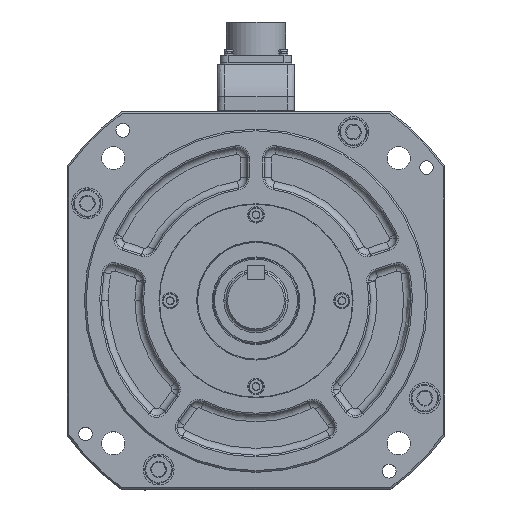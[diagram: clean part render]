
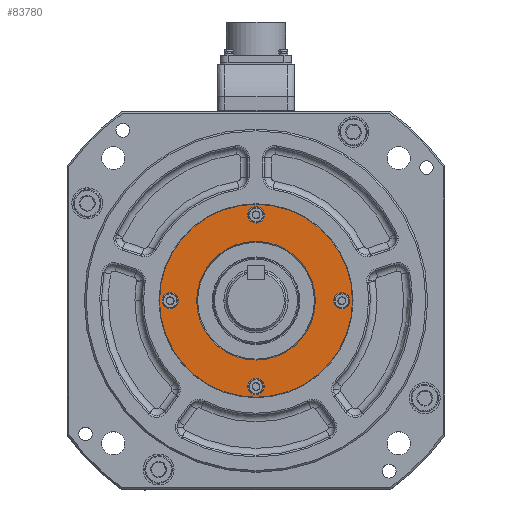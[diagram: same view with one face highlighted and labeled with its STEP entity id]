
A CAD part, top view. The second image highlights one B-rep face of the part: STEP entity #83780.
In plain terms, the highlighted planar face has unit normal (0, 0, 1).
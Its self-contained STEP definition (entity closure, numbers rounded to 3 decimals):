
#919 = VERTEX_POINT ( 'NONE', #103529 ) ;
#1532 = PLANE ( 'NONE',  #2339 ) ;
#1533 = CARTESIAN_POINT ( 'NONE',  ( 0., 34.546, 24. ) ) ;
#1534 = FACE_BOUND ( 'NONE', #24413, .T. ) ;
#1538 = FACE_BOUND ( 'NONE', #24287, .T. ) ;
#1545 = FACE_BOUND ( 'NONE', #24374, .T. ) ;
#1546 = FACE_OUTER_BOUND ( 'NONE', #24395, .T. ) ;
#1551 = FACE_BOUND ( 'NONE', #24291, .T. ) ;
#1558 = FACE_BOUND ( 'NONE', #24205, .T. ) ;
#1574 = DIRECTION ( 'NONE',  ( -1., 0., 0. ) ) ;
#1579 = DIRECTION ( 'NONE',  ( 0., 0., -1. ) ) ;
#2339 = AXIS2_PLACEMENT_3D ( 'NONE', #1533, #1579, #1574 ) ;
#11035 = CIRCLE ( 'NONE', #11061, 4.75 ) ;
#11059 = AXIS2_PLACEMENT_3D ( 'NONE', #65230, #65255, #65245 ) ;
#11061 = AXIS2_PLACEMENT_3D ( 'NONE', #65378, #65418, #65339 ) ;
#11068 = CIRCLE ( 'NONE', #11059, 4.75 ) ;
#11101 = CIRCLE ( 'NONE', #11123, 34.546 ) ;
#11107 = CIRCLE ( 'NONE', #11108, 4.75 ) ;
#11108 = AXIS2_PLACEMENT_3D ( 'NONE', #65561, #65575, #65579 ) ;
#11123 = AXIS2_PLACEMENT_3D ( 'NONE', #65629, #65604, #65639 ) ;
#11169 = CIRCLE ( 'NONE', #11197, 56.2 ) ;
#11190 = CIRCLE ( 'NONE', #11212, 4.75 ) ;
#11197 = AXIS2_PLACEMENT_3D ( 'NONE', #65858, #65847, #65866 ) ;
#11212 = AXIS2_PLACEMENT_3D ( 'NONE', #65826, #65839, #65853 ) ;
#11222 = AXIS2_PLACEMENT_3D ( 'NONE', #66047, #66073, #66010 ) ;
#11225 = CIRCLE ( 'NONE', #11226, 4.75 ) ;
#11226 = AXIS2_PLACEMENT_3D ( 'NONE', #66076, #66035, #66081 ) ;
#11241 = CIRCLE ( 'NONE', #11222, 4.75 ) ;
#11273 = CIRCLE ( 'NONE', #11285, 56.2 ) ;
#11285 = AXIS2_PLACEMENT_3D ( 'NONE', #66395, #66454, #66399 ) ;
#11296 = AXIS2_PLACEMENT_3D ( 'NONE', #66499, #66526, #66470 ) ;
#11319 = CIRCLE ( 'NONE', #11296, 34.546 ) ;
#11339 = CIRCLE ( 'NONE', #11340, 4.75 ) ;
#11340 = AXIS2_PLACEMENT_3D ( 'NONE', #66766, #66759, #66762 ) ;
#11370 = AXIS2_PLACEMENT_3D ( 'NONE', #66669, #66649, #66727 ) ;
#11419 = CIRCLE ( 'NONE', #11370, 4.75 ) ;
#11578 = CARTESIAN_POINT ( 'NONE',  ( 45.25, 0., 24. ) ) ;
#12148 = CARTESIAN_POINT ( 'NONE',  ( -45.25, 0., 24. ) ) ;
#12160 = CARTESIAN_POINT ( 'NONE',  ( 34.546, 0., 24. ) ) ;
#12335 = CARTESIAN_POINT ( 'NONE',  ( -34.546, 0., 24. ) ) ;
#12514 = CARTESIAN_POINT ( 'NONE',  ( -4.75, 50., 24. ) ) ;
#24205 = EDGE_LOOP ( 'NONE', ( #63744, #63852 ) ) ;
#24287 = EDGE_LOOP ( 'NONE', ( #63714, #63776 ) ) ;
#24291 = EDGE_LOOP ( 'NONE', ( #63814, #63830 ) ) ;
#24374 = EDGE_LOOP ( 'NONE', ( #63800, #63722 ) ) ;
#24395 = EDGE_LOOP ( 'NONE', ( #63798, #63934 ) ) ;
#24413 = EDGE_LOOP ( 'NONE', ( #63710, #63712 ) ) ;
#34284 = CARTESIAN_POINT ( 'NONE',  ( 4.75, 50., 24. ) ) ;
#42450 = CARTESIAN_POINT ( 'NONE',  ( 56.2, 0., 24. ) ) ;
#45539 = CARTESIAN_POINT ( 'NONE',  ( 54.75, 0., 24. ) ) ;
#45544 = CARTESIAN_POINT ( 'NONE',  ( -56.2, 0., 24. ) ) ;
#48635 = VERTEX_POINT ( 'NONE', #34284 ) ;
#48646 = VERTEX_POINT ( 'NONE', #11578 ) ;
#48701 = VERTEX_POINT ( 'NONE', #12148 ) ;
#48704 = VERTEX_POINT ( 'NONE', #12160 ) ;
#48721 = VERTEX_POINT ( 'NONE', #12335 ) ;
#48756 = VERTEX_POINT ( 'NONE', #12514 ) ;
#52902 = CARTESIAN_POINT ( 'NONE',  ( -54.75, 0., 24. ) ) ;
#53800 = CARTESIAN_POINT ( 'NONE',  ( 4.75, -50., 24. ) ) ;
#59254 = VERTEX_POINT ( 'NONE', #53800 ) ;
#59386 = VERTEX_POINT ( 'NONE', #52902 ) ;
#63710 = ORIENTED_EDGE ( 'NONE', *, *, #65671, .F. ) ;
#63712 = ORIENTED_EDGE ( 'NONE', *, *, #65401, .F. ) ;
#63714 = ORIENTED_EDGE ( 'NONE', *, *, #65600, .F. ) ;
#63722 = ORIENTED_EDGE ( 'NONE', *, *, #65310, .F. ) ;
#63744 = ORIENTED_EDGE ( 'NONE', *, *, #65507, .F. ) ;
#63776 = ORIENTED_EDGE ( 'NONE', *, *, #65381, .F. ) ;
#63798 = ORIENTED_EDGE ( 'NONE', *, *, #65460, .T. ) ;
#63800 = ORIENTED_EDGE ( 'NONE', *, *, #65509, .F. ) ;
#63814 = ORIENTED_EDGE ( 'NONE', *, *, #65647, .F. ) ;
#63830 = ORIENTED_EDGE ( 'NONE', *, *, #65323, .F. ) ;
#63852 = ORIENTED_EDGE ( 'NONE', *, *, #65443, .F. ) ;
#63934 = ORIENTED_EDGE ( 'NONE', *, *, #65559, .T. ) ;
#65230 = CARTESIAN_POINT ( 'NONE',  ( 0., -50., 24. ) ) ;
#65245 = DIRECTION ( 'NONE',  ( 1., 0., 0. ) ) ;
#65255 = DIRECTION ( 'NONE',  ( 0., 0., 1. ) ) ;
#65310 = EDGE_CURVE ( 'NONE', #919, #59254, #11068, .T. ) ;
#65323 = EDGE_CURVE ( 'NONE', #48646, #101133, #11035, .T. ) ;
#65339 = DIRECTION ( 'NONE',  ( 1., 0., 0. ) ) ;
#65378 = CARTESIAN_POINT ( 'NONE',  ( 50., 0., 24. ) ) ;
#65381 = EDGE_CURVE ( 'NONE', #48721, #48704, #11101, .T. ) ;
#65401 = EDGE_CURVE ( 'NONE', #59386, #48701, #11107, .T. ) ;
#65418 = DIRECTION ( 'NONE',  ( 0., 0., 1. ) ) ;
#65443 = EDGE_CURVE ( 'NONE', #48756, #48635, #11190, .T. ) ;
#65460 = EDGE_CURVE ( 'NONE', #101179, #86053, #11169, .T. ) ;
#65507 = EDGE_CURVE ( 'NONE', #48635, #48756, #11241, .T. ) ;
#65509 = EDGE_CURVE ( 'NONE', #59254, #919, #11225, .T. ) ;
#65559 = EDGE_CURVE ( 'NONE', #86053, #101179, #11273, .T. ) ;
#65561 = CARTESIAN_POINT ( 'NONE',  ( -50., 0., 24. ) ) ;
#65575 = DIRECTION ( 'NONE',  ( 0., 0., 1. ) ) ;
#65579 = DIRECTION ( 'NONE',  ( 1., 0., 0. ) ) ;
#65600 = EDGE_CURVE ( 'NONE', #48704, #48721, #11319, .T. ) ;
#65604 = DIRECTION ( 'NONE',  ( 0., 0., 1. ) ) ;
#65629 = CARTESIAN_POINT ( 'NONE',  ( 0., 0., 24. ) ) ;
#65639 = DIRECTION ( 'NONE',  ( 1., 0., 0. ) ) ;
#65647 = EDGE_CURVE ( 'NONE', #101133, #48646, #11419, .T. ) ;
#65671 = EDGE_CURVE ( 'NONE', #48701, #59386, #11339, .T. ) ;
#65826 = CARTESIAN_POINT ( 'NONE',  ( 0., 50., 24. ) ) ;
#65839 = DIRECTION ( 'NONE',  ( 0., 0., 1. ) ) ;
#65847 = DIRECTION ( 'NONE',  ( 0., 0., 1. ) ) ;
#65853 = DIRECTION ( 'NONE',  ( 1., 0., 0. ) ) ;
#65858 = CARTESIAN_POINT ( 'NONE',  ( 0., 0., 24. ) ) ;
#65866 = DIRECTION ( 'NONE',  ( 1., 0., 0. ) ) ;
#66010 = DIRECTION ( 'NONE',  ( 1., 0., 0. ) ) ;
#66035 = DIRECTION ( 'NONE',  ( 0., 0., 1. ) ) ;
#66047 = CARTESIAN_POINT ( 'NONE',  ( 0., 50., 24. ) ) ;
#66073 = DIRECTION ( 'NONE',  ( 0., 0., 1. ) ) ;
#66076 = CARTESIAN_POINT ( 'NONE',  ( 0., -50., 24. ) ) ;
#66081 = DIRECTION ( 'NONE',  ( 1., 0., 0. ) ) ;
#66395 = CARTESIAN_POINT ( 'NONE',  ( 0., 0., 24. ) ) ;
#66399 = DIRECTION ( 'NONE',  ( 1., 0., 0. ) ) ;
#66454 = DIRECTION ( 'NONE',  ( 0., 0., 1. ) ) ;
#66470 = DIRECTION ( 'NONE',  ( 1., 0., 0. ) ) ;
#66499 = CARTESIAN_POINT ( 'NONE',  ( 0., 0., 24. ) ) ;
#66526 = DIRECTION ( 'NONE',  ( 0., 0., 1. ) ) ;
#66649 = DIRECTION ( 'NONE',  ( 0., 0., 1. ) ) ;
#66669 = CARTESIAN_POINT ( 'NONE',  ( 50., 0., 24. ) ) ;
#66727 = DIRECTION ( 'NONE',  ( 1., 0., 0. ) ) ;
#66759 = DIRECTION ( 'NONE',  ( 0., 0., 1. ) ) ;
#66762 = DIRECTION ( 'NONE',  ( 1., 0., 0. ) ) ;
#66766 = CARTESIAN_POINT ( 'NONE',  ( -50., 0., 24. ) ) ;
#83780 = ADVANCED_FACE ( 'NONE', ( #1545, #1551, #1534, #1558, #1538, #1546 ), #1532, .F. ) ;
#86053 = VERTEX_POINT ( 'NONE', #42450 ) ;
#101133 = VERTEX_POINT ( 'NONE', #45539 ) ;
#101179 = VERTEX_POINT ( 'NONE', #45544 ) ;
#103529 = CARTESIAN_POINT ( 'NONE',  ( -4.75, -50., 24. ) ) ;
